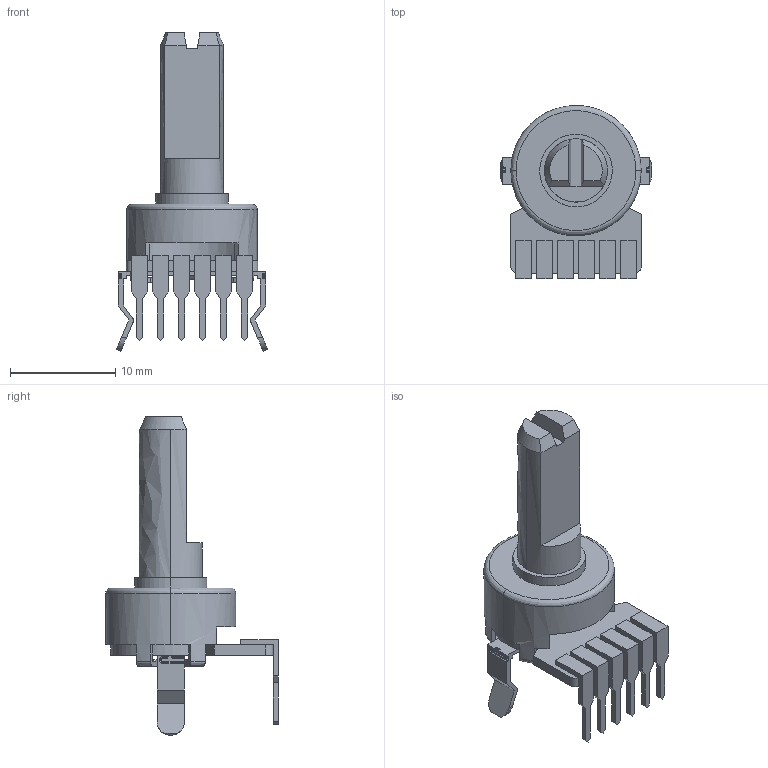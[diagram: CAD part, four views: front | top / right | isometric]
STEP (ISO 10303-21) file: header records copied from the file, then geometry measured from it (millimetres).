
FILE_DESCRIPTION(/* description */ (''),/* implementation_level */ '2;1');
FILE_NAME(/* name */ 'P120KG~1',/* time_stamp */ '2018-04-02T12:14:56+02:00',/* author */ (''),/* organization */ (''),/* preprocessor_version */ 'ST-DEVELOPER v14',/* originating_system */ '',/* authorisation */ '');
FILE_SCHEMA (('AUTOMOTIVE_DESIGN'));
Length unit declared in the file: millimetre
Products named in the file (1): Document
Bounding box: 14.4 x 16.45 x 30.3 mm (x, y, z)
Volume: 1080.4 mm3; surface area: 1701.7 mm2
Topology: 10 solids, 11 shells, 254 faces, 670 edges, 435 vertices
Faces by surface type: plane 154, bspline 100
Entity records: 9435 total; most frequent: CARTESIAN_POINT 5148, ORIENTED_EDGE 1329, EDGE_CURVE 666, B_SPLINE_CURVE_WITH_KNOTS 478, VERTEX_POINT 435, EDGE_LOOP 257, ADVANCED_FACE 254, FACE_OUTER_BOUND 254
